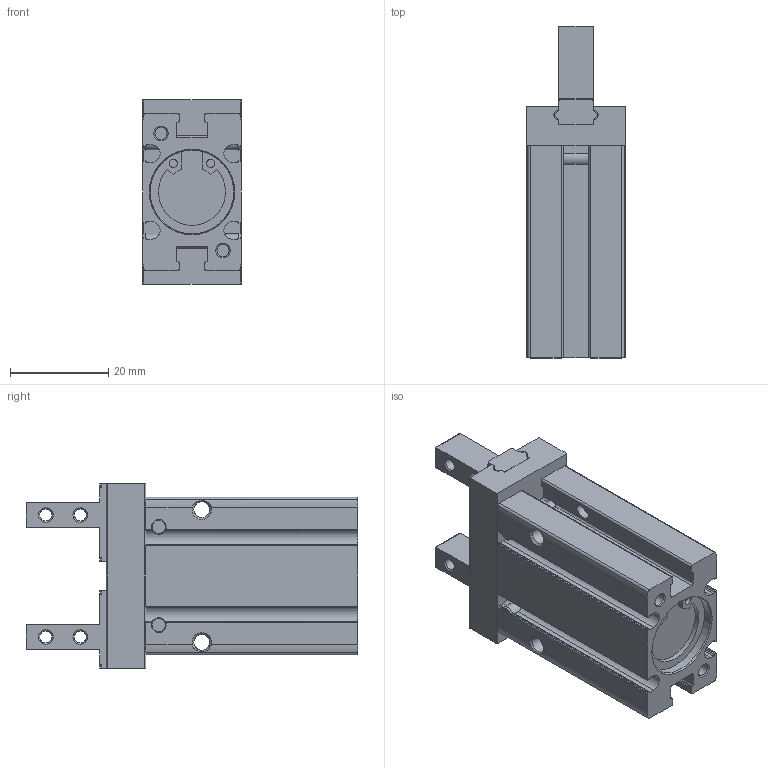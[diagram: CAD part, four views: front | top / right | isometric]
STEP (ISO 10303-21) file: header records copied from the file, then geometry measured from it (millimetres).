
FILE_DESCRIPTION(/* description */ ('STEP AP214'),/* implementation_level */ '2;1');
FILE_NAME(/* name */ '8116789_DHPC-16-A-B-1',/* time_stamp */ '2024-08-19T17:51:15+02:00',/* author */ ('License CC BY-ND 4.0'),/* organization */ ('CADENAS'),/* preprocessor_version */ 'ST-DEVELOPER v19.3',/* originating_system */ 'PARTsolutions',/* authorisation */ ' ');
FILE_SCHEMA (('AUTOMOTIVE_DESIGN {1 0 10303 214 3 1 1}'));
Length unit declared in the file: millimetre
Products named in the file (3): 8116789 DHPC-16-A-B-1---(1high); 8116730 DHPC-16-A-B-1---(highG); 8105749 DHPC-16-A-1---(high)
Assembly tree (3 placements, depth 2):
  8116789 DHPC-16-A-B-1---(1high)
    8116730 DHPC-16-A-B-1---(highG)
    8105749 DHPC-16-A-1---(high)  x2
Bounding box: 20 x 67.4 x 37.4 mm (x, y, z)
Volume: 29005.7 mm3; surface area: 11981.4 mm2
Topology: 3 solids, 3 shells, 443 faces, 1177 edges, 759 vertices
Faces by surface type: plane 235, cylinder 179, cone 25, torus 4
Full cylindrical faces by diameter (mm): 1.7 x2, 2.459 x6, 3 x4, 3.242 x6, 3.8 x4, 4.4 x4, 17 x1
Entity records: 11117 total; most frequent: CARTESIAN_POINT 2096, DIRECTION 1886, ORIENTED_EDGE 1804, EDGE_CURVE 902, AXIS2_PLACEMENT_3D 670, VERTEX_POINT 608, LINE 546, VECTOR 546
